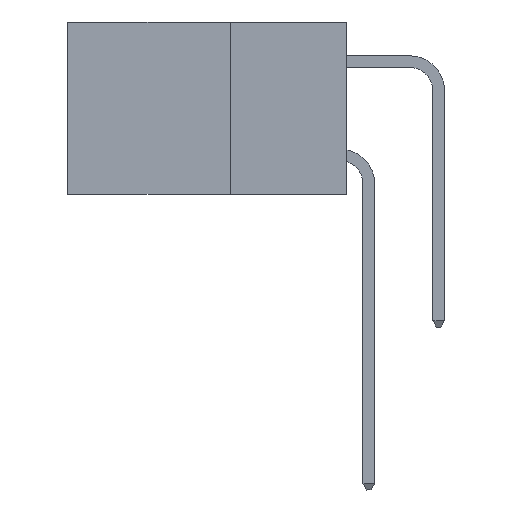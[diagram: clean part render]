
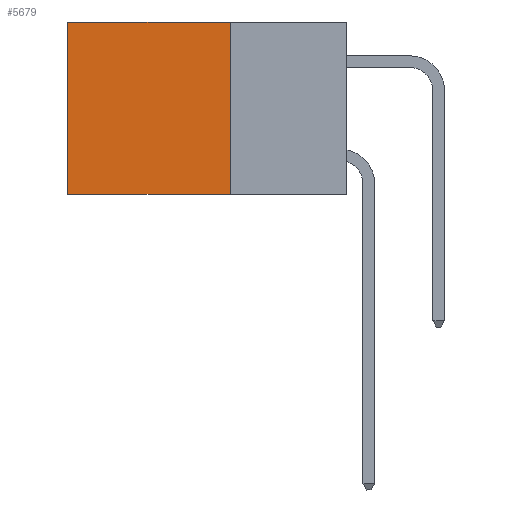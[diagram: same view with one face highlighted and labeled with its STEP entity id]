
A CAD part, left-side view. The second image highlights one B-rep face of the part: STEP entity #5679.
In plain terms, the highlighted planar face has unit normal (-1, 0, 0).
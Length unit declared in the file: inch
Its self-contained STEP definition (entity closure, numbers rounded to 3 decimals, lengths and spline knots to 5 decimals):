
#111 = VECTOR ( 'NONE', #2325, 39.37008 ) ;
#130 = EDGE_CURVE ( 'NONE', #6536, #456, #3392, .T. ) ;
#366 = CARTESIAN_POINT ( 'NONE',  ( 0.2875, 0.25, 0. ) ) ;
#456 = VERTEX_POINT ( 'NONE', #12507 ) ;
#504 = CARTESIAN_POINT ( 'NONE',  ( 0.2875, 0.6, 0. ) ) ;
#861 = ORIENTED_EDGE ( 'NONE', *, *, #10622, .T. ) ;
#1117 = CARTESIAN_POINT ( 'NONE',  ( 0.2875, 0.6, 0. ) ) ;
#1166 = DIRECTION ( 'NONE',  ( 0., 0., -1. ) ) ;
#1667 = EDGE_LOOP ( 'NONE', ( #7985, #4258, #11917, #861 ) ) ;
#2184 = DIRECTION ( 'NONE',  ( 1., 0., 0. ) ) ;
#2325 = DIRECTION ( 'NONE',  ( 0., 1., 0. ) ) ;
#2752 = FACE_OUTER_BOUND ( 'NONE', #1667, .T. ) ;
#2824 = CARTESIAN_POINT ( 'NONE',  ( 0.2875, 0.25, -0.37 ) ) ;
#3351 = PLANE ( 'NONE',  #3480 ) ;
#3392 = LINE ( 'NONE', #1117, #3541 ) ;
#3480 = AXIS2_PLACEMENT_3D ( 'NONE', #5292, #2184, #10464 ) ;
#3541 = VECTOR ( 'NONE', #1166, 39.37008 ) ;
#3820 = LINE ( 'NONE', #8398, #111 ) ;
#4115 = DIRECTION ( 'NONE',  ( 0., 1., 0. ) ) ;
#4258 = ORIENTED_EDGE ( 'NONE', *, *, #8468, .F. ) ;
#5196 = CARTESIAN_POINT ( 'NONE',  ( 0.2875, 0.25, -0.37 ) ) ;
#5292 = CARTESIAN_POINT ( 'NONE',  ( 0.2875, 0.25, 0. ) ) ;
#5679 = ADVANCED_FACE ( 'NONE', ( #2752 ), #3351, .F. ) ;
#5798 = VERTEX_POINT ( 'NONE', #5196 ) ;
#6146 = EDGE_CURVE ( 'NONE', #11436, #5798, #11223, .T. ) ;
#6536 = VERTEX_POINT ( 'NONE', #504 ) ;
#7985 = ORIENTED_EDGE ( 'NONE', *, *, #130, .T. ) ;
#8398 = CARTESIAN_POINT ( 'NONE',  ( 0.2875, 0.25, 0. ) ) ;
#8468 = EDGE_CURVE ( 'NONE', #5798, #456, #11150, .T. ) ;
#8719 = CARTESIAN_POINT ( 'NONE',  ( 0.2875, 0.25, 0. ) ) ;
#9251 = VECTOR ( 'NONE', #4115, 39.37008 ) ;
#10464 = DIRECTION ( 'NONE',  ( 0., 0., -1. ) ) ;
#10622 = EDGE_CURVE ( 'NONE', #11436, #6536, #3820, .T. ) ;
#10791 = DIRECTION ( 'NONE',  ( 0., 0., -1. ) ) ;
#11055 = VECTOR ( 'NONE', #10791, 39.37008 ) ;
#11150 = LINE ( 'NONE', #2824, #9251 ) ;
#11223 = LINE ( 'NONE', #8719, #11055 ) ;
#11436 = VERTEX_POINT ( 'NONE', #366 ) ;
#11917 = ORIENTED_EDGE ( 'NONE', *, *, #6146, .F. ) ;
#12507 = CARTESIAN_POINT ( 'NONE',  ( 0.2875, 0.6, -0.37 ) ) ;
